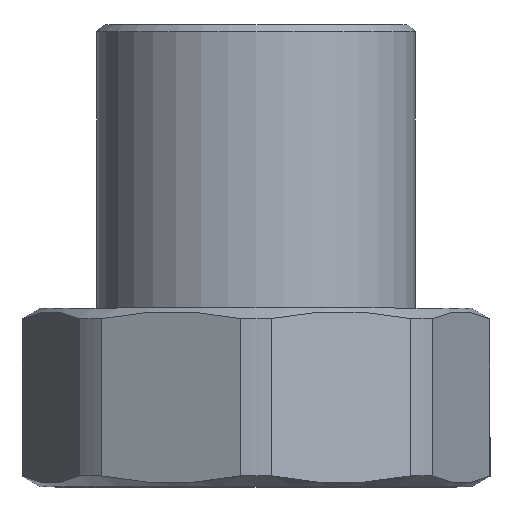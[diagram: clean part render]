
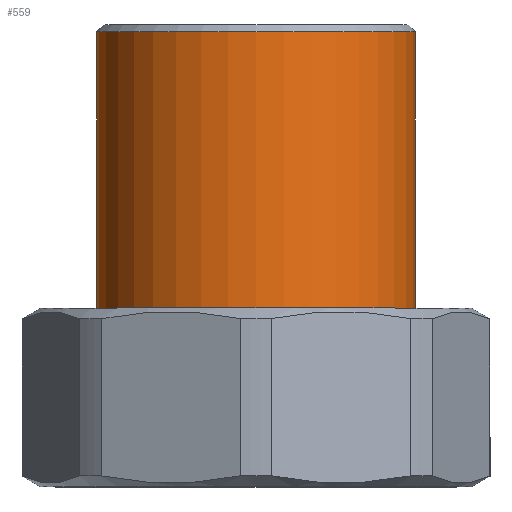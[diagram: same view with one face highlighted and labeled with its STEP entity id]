
A CAD part, top view. The second image highlights one B-rep face of the part: STEP entity #559.
In plain terms, the highlighted cylindrical face has radius 12.95 mm (diameter 25.9 mm), a partial arc.
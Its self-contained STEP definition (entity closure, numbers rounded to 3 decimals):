
#39 = DIRECTION ( 'NONE',  ( 0., 0., -1. ) ) ;
#151 = CIRCLE ( 'NONE', #636, 12.95 ) ;
#232 = ORIENTED_EDGE ( 'NONE', *, *, #2609, .T. ) ;
#236 = DIRECTION ( 'NONE',  ( 0., -1., 0. ) ) ;
#330 = CIRCLE ( 'NONE', #1819, 12.95 ) ;
#371 = DIRECTION ( 'NONE',  ( 0., -1., 0. ) ) ;
#377 = ORIENTED_EDGE ( 'NONE', *, *, #2003, .T. ) ;
#557 = VERTEX_POINT ( 'NONE', #983 ) ;
#559 = ADVANCED_FACE ( 'NONE', ( #781 ), #1218, .T. ) ;
#585 = VERTEX_POINT ( 'NONE', #1630 ) ;
#636 = AXIS2_PLACEMENT_3D ( 'NONE', #1530, #236, #1745 ) ;
#781 = FACE_OUTER_BOUND ( 'NONE', #1143, .T. ) ;
#892 = CARTESIAN_POINT ( 'NONE',  ( 0., 0.55, -12.95 ) ) ;
#902 = VECTOR ( 'NONE', #371, 1000. ) ;
#921 = EDGE_CURVE ( 'NONE', #557, #2010, #1038, .T. ) ;
#983 = CARTESIAN_POINT ( 'NONE',  ( 0., 23.5, -12.95 ) ) ;
#1038 = LINE ( 'NONE', #1667, #902 ) ;
#1091 = CARTESIAN_POINT ( 'NONE',  ( 0., 0.55, 12.95 ) ) ;
#1102 = VECTOR ( 'NONE', #1586, 1000. ) ;
#1115 = ORIENTED_EDGE ( 'NONE', *, *, #2420, .F. ) ;
#1143 = EDGE_LOOP ( 'NONE', ( #377, #232, #1115, #2107 ) ) ;
#1197 = DIRECTION ( 'NONE',  ( 0., -1., 0. ) ) ;
#1218 = CYLINDRICAL_SURFACE ( 'NONE', #1942, 12.95 ) ;
#1345 = DIRECTION ( 'NONE',  ( 0., -1., 0. ) ) ;
#1407 = CARTESIAN_POINT ( 'NONE',  ( 0., 0., 0. ) ) ;
#1530 = CARTESIAN_POINT ( 'NONE',  ( 0., 0.55, 0. ) ) ;
#1586 = DIRECTION ( 'NONE',  ( 0., -1., 0. ) ) ;
#1630 = CARTESIAN_POINT ( 'NONE',  ( 0., 23.5, 12.95 ) ) ;
#1667 = CARTESIAN_POINT ( 'NONE',  ( 0., 0., -12.95 ) ) ;
#1674 = LINE ( 'NONE', #2434, #1102 ) ;
#1745 = DIRECTION ( 'NONE',  ( 0., 0., -1. ) ) ;
#1819 = AXIS2_PLACEMENT_3D ( 'NONE', #2627, #1345, #39 ) ;
#1928 = VERTEX_POINT ( 'NONE', #1091 ) ;
#1942 = AXIS2_PLACEMENT_3D ( 'NONE', #1407, #1197, #2708 ) ;
#2003 = EDGE_CURVE ( 'NONE', #557, #585, #330, .T. ) ;
#2010 = VERTEX_POINT ( 'NONE', #892 ) ;
#2107 = ORIENTED_EDGE ( 'NONE', *, *, #921, .F. ) ;
#2420 = EDGE_CURVE ( 'NONE', #2010, #1928, #151, .T. ) ;
#2434 = CARTESIAN_POINT ( 'NONE',  ( 0., 0., 12.95 ) ) ;
#2609 = EDGE_CURVE ( 'NONE', #585, #1928, #1674, .T. ) ;
#2627 = CARTESIAN_POINT ( 'NONE',  ( 0., 23.5, 0. ) ) ;
#2708 = DIRECTION ( 'NONE',  ( 0., 0., -1. ) ) ;
